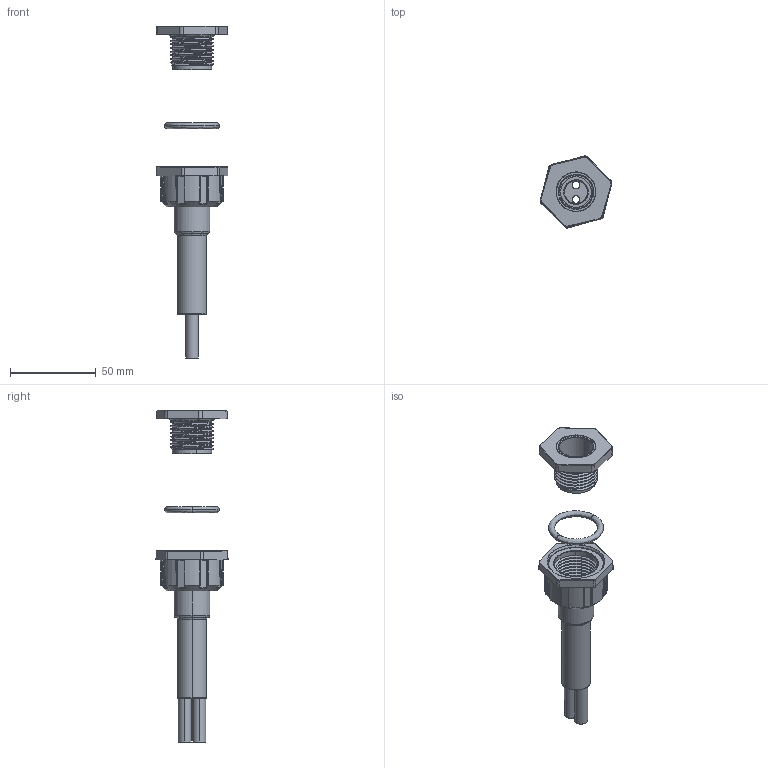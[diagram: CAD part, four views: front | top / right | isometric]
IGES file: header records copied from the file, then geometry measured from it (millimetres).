
Start section: SolidWorks IGES file using analytic representation for surfaces
Global section: file name: 1-NUS-2B.IGS; native system: SolidWorks 2013; preprocessor: SolidWorks 2013; author: owner; date: 140910.094242; units: inch
Bounding box: 41.93 x 42.08 x 193.72 mm (x, y, z)
Surface area: 25187.7 mm2 (no closed solid volume)
Topology: 0 solids, 0 shells, 324 faces, 5268 edges, 5244 vertices
Faces by surface type: revolution 172, bspline 152
